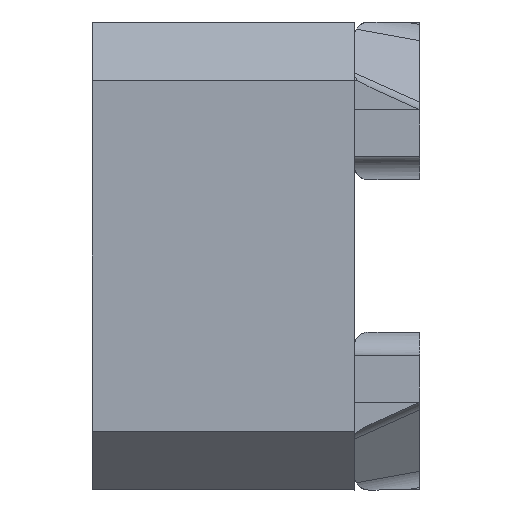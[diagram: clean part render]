
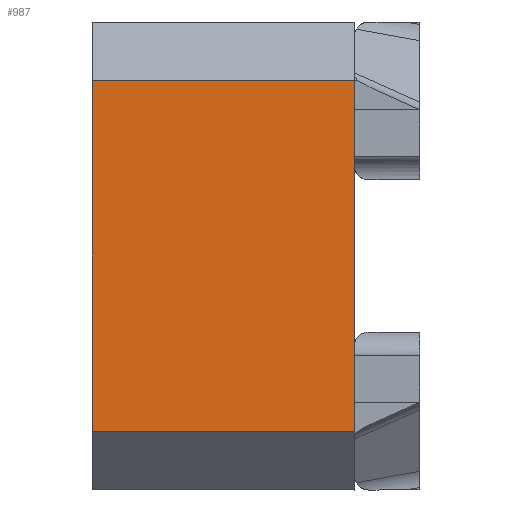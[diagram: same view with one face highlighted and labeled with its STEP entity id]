
A CAD part, left-side view. The second image highlights one B-rep face of the part: STEP entity #987.
In plain terms, the highlighted planar face has unit normal (-1, 0, 0).
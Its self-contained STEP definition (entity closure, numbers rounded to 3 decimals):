
#38 = CARTESIAN_POINT ( 'NONE',  ( -2., 0.56, -1.5 ) ) ;
#499 = DIRECTION ( 'NONE',  ( 0., 0., -1. ) ) ;
#507 = VECTOR ( 'NONE', #2091, 1000. ) ;
#571 = LINE ( 'NONE', #4203, #3832 ) ;
#610 = EDGE_LOOP ( 'NONE', ( #3398, #3247, #1710, #2390 ) ) ;
#740 = CARTESIAN_POINT ( 'NONE',  ( -2., 2.8, -1.5 ) ) ;
#947 = EDGE_CURVE ( 'NONE', #1499, #2487, #3130, .T. ) ;
#987 = ADVANCED_FACE ( 'NONE', ( #1375 ), #3787, .T. ) ;
#1375 = FACE_OUTER_BOUND ( 'NONE', #610, .T. ) ;
#1499 = VERTEX_POINT ( 'NONE', #2562 ) ;
#1683 = VERTEX_POINT ( 'NONE', #1810 ) ;
#1710 = ORIENTED_EDGE ( 'NONE', *, *, #947, .F. ) ;
#1742 = CARTESIAN_POINT ( 'NONE',  ( -2., 2.8, 1.5 ) ) ;
#1758 = DIRECTION ( 'NONE',  ( 0., 0., 1. ) ) ;
#1810 = CARTESIAN_POINT ( 'NONE',  ( -2., 0.56, 1.5 ) ) ;
#2091 = DIRECTION ( 'NONE',  ( 0., 0., 1. ) ) ;
#2112 = EDGE_CURVE ( 'NONE', #1683, #2487, #571, .T. ) ;
#2157 = EDGE_CURVE ( 'NONE', #4227, #1499, #2300, .T. ) ;
#2211 = CARTESIAN_POINT ( 'NONE',  ( -2., -5.097, -1.5 ) ) ;
#2262 = AXIS2_PLACEMENT_3D ( 'NONE', #3401, #2441, #1758 ) ;
#2300 = LINE ( 'NONE', #2211, #2896 ) ;
#2390 = ORIENTED_EDGE ( 'NONE', *, *, #2157, .F. ) ;
#2441 = DIRECTION ( 'NONE',  ( -1., 0., 0. ) ) ;
#2461 = CARTESIAN_POINT ( 'NONE',  ( -2., 0.56, -1.5 ) ) ;
#2487 = VERTEX_POINT ( 'NONE', #1742 ) ;
#2538 = EDGE_CURVE ( 'NONE', #1683, #4227, #4035, .T. ) ;
#2562 = CARTESIAN_POINT ( 'NONE',  ( -2., 2.8, -1.5 ) ) ;
#2896 = VECTOR ( 'NONE', #3573, 1000. ) ;
#3130 = LINE ( 'NONE', #740, #507 ) ;
#3247 = ORIENTED_EDGE ( 'NONE', *, *, #2112, .T. ) ;
#3398 = ORIENTED_EDGE ( 'NONE', *, *, #2538, .F. ) ;
#3401 = CARTESIAN_POINT ( 'NONE',  ( -2., -5.097, -1.5 ) ) ;
#3533 = DIRECTION ( 'NONE',  ( 0., 1., 0. ) ) ;
#3573 = DIRECTION ( 'NONE',  ( 0., 1., 0. ) ) ;
#3787 = PLANE ( 'NONE',  #2262 ) ;
#3832 = VECTOR ( 'NONE', #3533, 1000. ) ;
#4035 = LINE ( 'NONE', #2461, #4135 ) ;
#4135 = VECTOR ( 'NONE', #499, 1000. ) ;
#4203 = CARTESIAN_POINT ( 'NONE',  ( -2., -5.097, 1.5 ) ) ;
#4227 = VERTEX_POINT ( 'NONE', #38 ) ;
